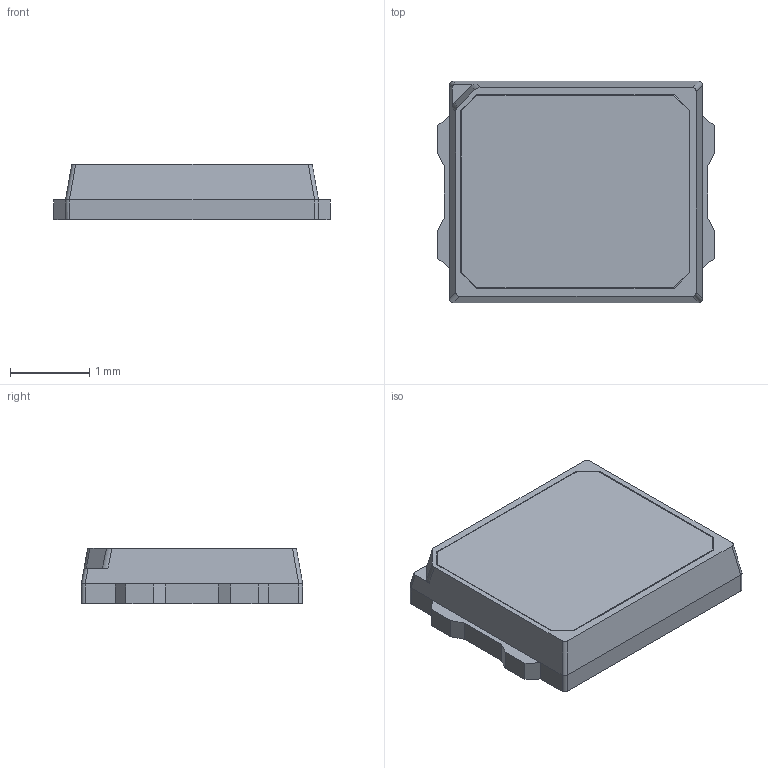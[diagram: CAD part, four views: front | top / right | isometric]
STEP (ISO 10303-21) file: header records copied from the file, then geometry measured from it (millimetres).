
FILE_DESCRIPTION(/* description */ (''),/* implementation_level */ '2;1');
FILE_NAME(/* name */ 'lm281b full assembly.stp',/* time_stamp */ '2023-02-07T20:32:48+03:00',/* author */ (''),/* organization */ (''),/* preprocessor_version */ 'ST-DEVELOPER v19.3',/* originating_system */ 'SIEMENS PLM Software NX2212.1700',/* authorisation */ '');
FILE_SCHEMA (('AUTOMOTIVE_DESIGN { 1 0 10303 214 3 1 1 1 }'));
Length unit declared in the file: millimetre
Products named in the file (4): lm281b contact; lm281b luminofor; lm281b body; lm281b full assembly
Assembly tree (3 placements, depth 2):
  lm281b full assembly
    lm281b body
    lm281b luminofor
    lm281b contact
Bounding box: 3.5 x 2.8 x 0.7 mm (x, y, z)
Volume: 6.2 mm3; surface area: 57.7 mm2
Topology: 4 solids, 4 shells, 123 faces, 330 edges, 216 vertices
Faces by surface type: plane 105, cylinder 10, bspline 8
Entity records: 4377 total; most frequent: CARTESIAN_POINT 1249, ORIENTED_EDGE 660, DIRECTION 568, EDGE_CURVE 330, LINE 282, VECTOR 282, VERTEX_POINT 216, AXIS2_PLACEMENT_3D 143
